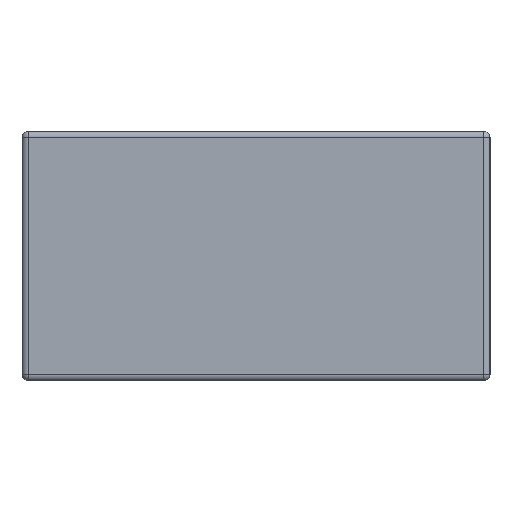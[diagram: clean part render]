
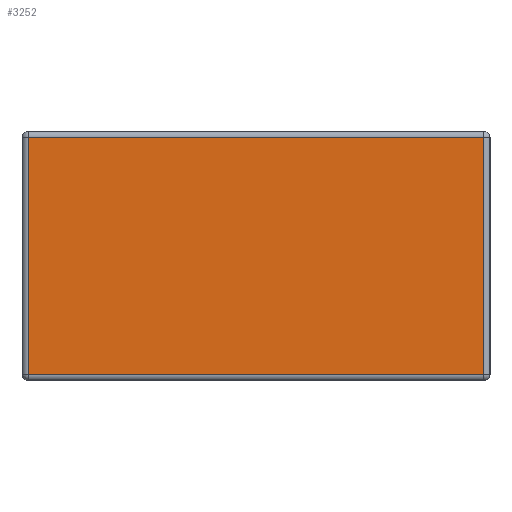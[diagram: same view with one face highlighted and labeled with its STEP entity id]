
A CAD part, left-side view. The second image highlights one B-rep face of the part: STEP entity #3252.
In plain terms, the highlighted planar face has unit normal (-1, 0, 0).
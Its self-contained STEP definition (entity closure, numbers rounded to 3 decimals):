
#2453 = CYLINDRICAL_SURFACE('',#2454,0.04);
#2454 = AXIS2_PLACEMENT_3D('',#2455,#2456,#2457);
#2455 = CARTESIAN_POINT('',(-1.96,-1.5,-0.01));
#2456 = DIRECTION('',(0.,1.,0.));
#2457 = DIRECTION('',(0.,0.,-1.));
#2615 = CYLINDRICAL_SURFACE('',#2616,0.04);
#2616 = AXIS2_PLACEMENT_3D('',#2617,#2618,#2619);
#2617 = CARTESIAN_POINT('',(-1.96,-1.46,1.55));
#2618 = DIRECTION('',(0.,0.,-1.));
#2619 = DIRECTION('',(0.,-1.,0.));
#2669 = CYLINDRICAL_SURFACE('',#2670,0.04);
#2670 = AXIS2_PLACEMENT_3D('',#2671,#2672,#2673);
#2671 = CARTESIAN_POINT('',(-1.96,1.46,-0.05));
#2672 = DIRECTION('',(0.,0.,1.));
#2673 = DIRECTION('',(0.,1.,0.));
#2756 = CYLINDRICAL_SURFACE('',#2757,0.04);
#2757 = AXIS2_PLACEMENT_3D('',#2758,#2759,#2760);
#2758 = CARTESIAN_POINT('',(-1.96,1.5,1.51));
#2759 = DIRECTION('',(0.,-1.,0.));
#2760 = DIRECTION('',(0.,0.,1.));
#2879 = VERTEX_POINT('',#2880);
#2880 = CARTESIAN_POINT('',(-2.,-1.46,-0.01));
#2900 = EDGE_CURVE('',#2879,#2901,#2903,.T.);
#2901 = VERTEX_POINT('',#2902);
#2902 = CARTESIAN_POINT('',(-2.,1.46,-0.01));
#2903 = SURFACE_CURVE('',#2904,(#2908,#2915),.PCURVE_S1.);
#2904 = LINE('',#2905,#2906);
#2905 = CARTESIAN_POINT('',(-2.,-1.5,-0.01));
#2906 = VECTOR('',#2907,1.);
#2907 = DIRECTION('',(0.,1.,0.));
#2908 = PCURVE('',#2453,#2909);
#2909 = DEFINITIONAL_REPRESENTATION('',(#2910),#2914);
#2910 = LINE('',#2911,#2912);
#2911 = CARTESIAN_POINT('',(1.571,0.));
#2912 = VECTOR('',#2913,1.);
#2913 = DIRECTION('',(0.,1.));
#2914 = ( GEOMETRIC_REPRESENTATION_CONTEXT(2) 
PARAMETRIC_REPRESENTATION_CONTEXT() REPRESENTATION_CONTEXT('2D SPACE',''
  ) );
#2915 = PCURVE('',#2916,#2921);
#2916 = PLANE('',#2917);
#2917 = AXIS2_PLACEMENT_3D('',#2918,#2919,#2920);
#2918 = CARTESIAN_POINT('',(-2.,0.,0.75));
#2919 = DIRECTION('',(1.,0.,0.));
#2920 = DIRECTION('',(0.,0.,1.));
#2921 = DEFINITIONAL_REPRESENTATION('',(#2922),#2926);
#2922 = LINE('',#2923,#2924);
#2923 = CARTESIAN_POINT('',(-0.76,1.5));
#2924 = VECTOR('',#2925,1.);
#2925 = DIRECTION('',(0.,-1.));
#2926 = ( GEOMETRIC_REPRESENTATION_CONTEXT(2) 
PARAMETRIC_REPRESENTATION_CONTEXT() REPRESENTATION_CONTEXT('2D SPACE',''
  ) );
#3017 = VERTEX_POINT('',#3018);
#3018 = CARTESIAN_POINT('',(-2.,-1.46,1.51));
#3038 = EDGE_CURVE('',#3017,#2879,#3039,.T.);
#3039 = SURFACE_CURVE('',#3040,(#3044,#3051),.PCURVE_S1.);
#3040 = LINE('',#3041,#3042);
#3041 = CARTESIAN_POINT('',(-2.,-1.46,1.55));
#3042 = VECTOR('',#3043,1.);
#3043 = DIRECTION('',(0.,0.,-1.));
#3044 = PCURVE('',#2615,#3045);
#3045 = DEFINITIONAL_REPRESENTATION('',(#3046),#3050);
#3046 = LINE('',#3047,#3048);
#3047 = CARTESIAN_POINT('',(1.571,0.));
#3048 = VECTOR('',#3049,1.);
#3049 = DIRECTION('',(0.,1.));
#3050 = ( GEOMETRIC_REPRESENTATION_CONTEXT(2) 
PARAMETRIC_REPRESENTATION_CONTEXT() REPRESENTATION_CONTEXT('2D SPACE',''
  ) );
#3051 = PCURVE('',#2916,#3052);
#3052 = DEFINITIONAL_REPRESENTATION('',(#3053),#3057);
#3053 = LINE('',#3054,#3055);
#3054 = CARTESIAN_POINT('',(0.8,1.46));
#3055 = VECTOR('',#3056,1.);
#3056 = DIRECTION('',(-1.,0.));
#3057 = ( GEOMETRIC_REPRESENTATION_CONTEXT(2) 
PARAMETRIC_REPRESENTATION_CONTEXT() REPRESENTATION_CONTEXT('2D SPACE',''
  ) );
#3103 = EDGE_CURVE('',#2901,#3104,#3106,.T.);
#3104 = VERTEX_POINT('',#3105);
#3105 = CARTESIAN_POINT('',(-2.,1.46,1.51));
#3106 = SURFACE_CURVE('',#3107,(#3111,#3118),.PCURVE_S1.);
#3107 = LINE('',#3108,#3109);
#3108 = CARTESIAN_POINT('',(-2.,1.46,-0.05));
#3109 = VECTOR('',#3110,1.);
#3110 = DIRECTION('',(0.,0.,1.));
#3111 = PCURVE('',#2669,#3112);
#3112 = DEFINITIONAL_REPRESENTATION('',(#3113),#3117);
#3113 = LINE('',#3114,#3115);
#3114 = CARTESIAN_POINT('',(1.571,0.));
#3115 = VECTOR('',#3116,1.);
#3116 = DIRECTION('',(0.,1.));
#3117 = ( GEOMETRIC_REPRESENTATION_CONTEXT(2) 
PARAMETRIC_REPRESENTATION_CONTEXT() REPRESENTATION_CONTEXT('2D SPACE',''
  ) );
#3118 = PCURVE('',#2916,#3119);
#3119 = DEFINITIONAL_REPRESENTATION('',(#3120),#3124);
#3120 = LINE('',#3121,#3122);
#3121 = CARTESIAN_POINT('',(-0.8,-1.46));
#3122 = VECTOR('',#3123,1.);
#3123 = DIRECTION('',(1.,0.));
#3124 = ( GEOMETRIC_REPRESENTATION_CONTEXT(2) 
PARAMETRIC_REPRESENTATION_CONTEXT() REPRESENTATION_CONTEXT('2D SPACE',''
  ) );
#3204 = EDGE_CURVE('',#3104,#3017,#3205,.T.);
#3205 = SURFACE_CURVE('',#3206,(#3210,#3217),.PCURVE_S1.);
#3206 = LINE('',#3207,#3208);
#3207 = CARTESIAN_POINT('',(-2.,1.5,1.51));
#3208 = VECTOR('',#3209,1.);
#3209 = DIRECTION('',(0.,-1.,0.));
#3210 = PCURVE('',#2756,#3211);
#3211 = DEFINITIONAL_REPRESENTATION('',(#3212),#3216);
#3212 = LINE('',#3213,#3214);
#3213 = CARTESIAN_POINT('',(1.571,0.));
#3214 = VECTOR('',#3215,1.);
#3215 = DIRECTION('',(0.,1.));
#3216 = ( GEOMETRIC_REPRESENTATION_CONTEXT(2) 
PARAMETRIC_REPRESENTATION_CONTEXT() REPRESENTATION_CONTEXT('2D SPACE',''
  ) );
#3217 = PCURVE('',#2916,#3218);
#3218 = DEFINITIONAL_REPRESENTATION('',(#3219),#3223);
#3219 = LINE('',#3220,#3221);
#3220 = CARTESIAN_POINT('',(0.76,-1.5));
#3221 = VECTOR('',#3222,1.);
#3222 = DIRECTION('',(0.,1.));
#3223 = ( GEOMETRIC_REPRESENTATION_CONTEXT(2) 
PARAMETRIC_REPRESENTATION_CONTEXT() REPRESENTATION_CONTEXT('2D SPACE',''
  ) );
#3252 = ADVANCED_FACE('',(#3253),#2916,.F.);
#3253 = FACE_BOUND('',#3254,.F.);
#3254 = EDGE_LOOP('',(#3255,#3256,#3257,#3258));
#3255 = ORIENTED_EDGE('',*,*,#2900,.T.);
#3256 = ORIENTED_EDGE('',*,*,#3103,.T.);
#3257 = ORIENTED_EDGE('',*,*,#3204,.T.);
#3258 = ORIENTED_EDGE('',*,*,#3038,.T.);
